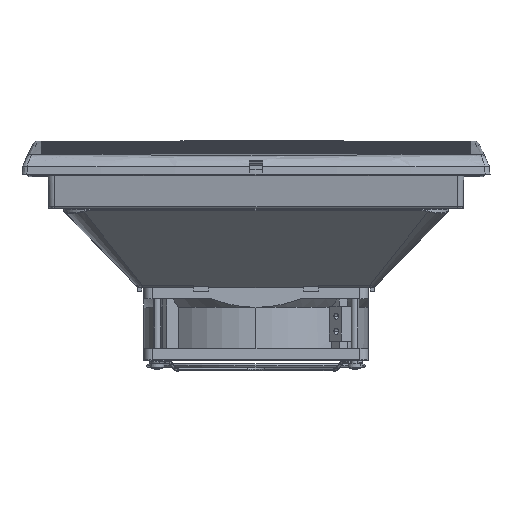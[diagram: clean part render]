
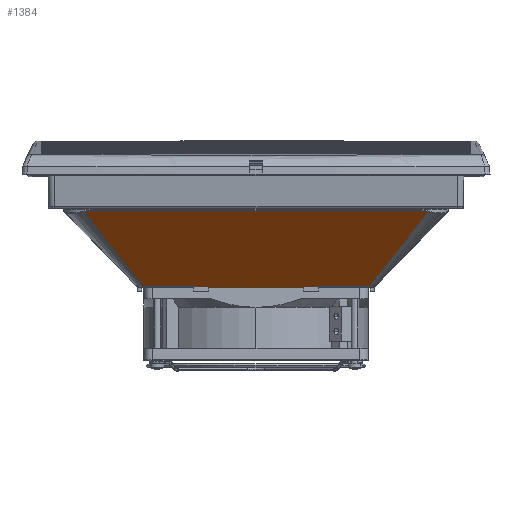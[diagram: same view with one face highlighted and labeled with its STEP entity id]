
A CAD part, top view. The second image highlights one B-rep face of the part: STEP entity #1384.
In plain terms, the highlighted planar face has unit normal (0, -0.723, 0.691).
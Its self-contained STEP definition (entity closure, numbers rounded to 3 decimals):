
#1384=ADVANCED_FACE('',(#4342),#4343,.T.);
#4342=FACE_OUTER_BOUND('',#9439,.T.);
#4343=PLANE('',#9440);
#9439=EDGE_LOOP('',(#21620,#21621,#21622,#21623,#21624,#21625,#21626,#21627,#21628,#21629,#21630,#21631,#21632,#21633));
#9440=AXIS2_PLACEMENT_3D('',#21634,#21635,#21636);
#21620=ORIENTED_EDGE('',*,*,#28328,.F.);
#21621=ORIENTED_EDGE('',*,*,#28332,.F.);
#21622=ORIENTED_EDGE('',*,*,#28333,.T.);
#21623=ORIENTED_EDGE('',*,*,#28334,.F.);
#21624=ORIENTED_EDGE('',*,*,#28335,.F.);
#21625=ORIENTED_EDGE('',*,*,#25035,.F.);
#21626=ORIENTED_EDGE('',*,*,#28336,.T.);
#21627=ORIENTED_EDGE('',*,*,#28337,.F.);
#21628=ORIENTED_EDGE('',*,*,#28338,.F.);
#21629=ORIENTED_EDGE('',*,*,#28339,.F.);
#21630=ORIENTED_EDGE('',*,*,#28340,.T.);
#21631=ORIENTED_EDGE('',*,*,#28299,.F.);
#21632=ORIENTED_EDGE('',*,*,#28297,.F.);
#21633=ORIENTED_EDGE('',*,*,#28331,.F.);
#21634=CARTESIAN_POINT('',(0.0,-39.0,84.5));
#21635=DIRECTION('',(0.0,-0.723,0.69));
#21636=DIRECTION('',(-1.0,0.0,0.0));
#25035=EDGE_CURVE('',#30215,#30217,#30218,.T.);
#28297=EDGE_CURVE('',#35369,#35371,#35372,.T.);
#28299=EDGE_CURVE('',#35371,#35374,#35375,.T.);
#28328=EDGE_CURVE('',#35418,#35420,#35421,.T.);
#28331=EDGE_CURVE('',#35420,#35369,#35424,.T.);
#28332=EDGE_CURVE('',#35425,#35418,#35426,.T.);
#28333=EDGE_CURVE('',#35425,#35427,#35428,.T.);
#28334=EDGE_CURVE('',#35429,#35427,#35430,.T.);
#28335=EDGE_CURVE('',#30217,#35429,#35431,.T.);
#28336=EDGE_CURVE('',#30215,#35432,#35433,.T.);
#28337=EDGE_CURVE('',#35434,#35432,#35435,.T.);
#28338=EDGE_CURVE('',#35436,#35434,#35437,.T.);
#28339=EDGE_CURVE('',#35438,#35436,#35439,.T.);
#28340=EDGE_CURVE('',#35438,#35374,#35440,.T.);
#30215=VERTEX_POINT('',#38374);
#30217=VERTEX_POINT('',#38377);
#30218=LINE('',#38378,#38379);
#35369=VERTEX_POINT('',#49148);
#35371=VERTEX_POINT('',#49150);
#35372=LINE('',#49151,#49152);
#35374=VERTEX_POINT('',#49154);
#35375=B_SPLINE_CURVE_WITH_KNOTS('',3,(#49155,#49156,#49157,#49158,#49159,#49160),.UNSPECIFIED.,.F.,.F.,(4,1,1,4),(0.0,0.333,0.667,1.0),.UNSPECIFIED.);
#35418=VERTEX_POINT('',#49264);
#35420=VERTEX_POINT('',#49272);
#35421=LINE('',#49273,#49274);
#35424=B_SPLINE_CURVE_WITH_KNOTS('',3,(#49285,#49286,#49287,#49288,#49289,#49290),.UNSPECIFIED.,.F.,.F.,(4,1,1,4),(0.0,0.333,0.667,1.0),.UNSPECIFIED.);
#35425=VERTEX_POINT('',#49291);
#35426=LINE('',#49292,#49293);
#35427=VERTEX_POINT('',#49294);
#35428=LINE('',#49295,#49296);
#35429=VERTEX_POINT('',#49297);
#35430=LINE('',#49298,#49299);
#35431=LINE('',#49300,#49301);
#35432=VERTEX_POINT('',#49302);
#35433=LINE('',#49303,#49304);
#35434=VERTEX_POINT('',#49305);
#35435=LINE('',#49306,#49307);
#35436=VERTEX_POINT('',#49308);
#35437=LINE('',#49309,#49310);
#35438=VERTEX_POINT('',#49311);
#35439=LINE('',#49312,#49313);
#35440=LINE('',#49314,#49315);
#38374=CARTESIAN_POINT('',(25.0,-60.0,62.5));
#38377=CARTESIAN_POINT('',(-25.0,-60.0,62.5));
#38378=CARTESIAN_POINT('',(25.0,-60.0,62.5));
#38379=VECTOR('',#51772,50.0);
#49148=CARTESIAN_POINT('',(-87.135,-19.351,105.085));
#49150=CARTESIAN_POINT('',(87.135,-19.351,105.085));
#49151=CARTESIAN_POINT('',(-87.135,-19.351,105.085));
#49152=VECTOR('',#55431,174.27);
#49154=CARTESIAN_POINT('',(91.221,-19.929,104.48));
#49155=CARTESIAN_POINT('',(87.135,-19.351,105.085));
#49156=CARTESIAN_POINT('',(87.588,-19.351,105.085));
#49157=CARTESIAN_POINT('',(88.495,-19.392,105.041));
#49158=CARTESIAN_POINT('',(89.863,-19.583,104.842));
#49159=CARTESIAN_POINT('',(90.769,-19.798,104.617));
#49160=CARTESIAN_POINT('',(91.221,-19.929,104.48));
#49264=CARTESIAN_POINT('',(-60.114,-58.893,63.659));
#49272=CARTESIAN_POINT('',(-91.221,-19.929,104.48));
#49273=CARTESIAN_POINT('',(-60.114,-58.893,63.659));
#49274=VECTOR('',#55463,64.438);
#49285=CARTESIAN_POINT('',(-91.221,-19.929,104.48));
#49286=CARTESIAN_POINT('',(-90.769,-19.798,104.617));
#49287=CARTESIAN_POINT('',(-89.862,-19.583,104.842));
#49288=CARTESIAN_POINT('',(-88.494,-19.392,105.041));
#49289=CARTESIAN_POINT('',(-87.588,-19.351,105.085));
#49290=CARTESIAN_POINT('',(-87.135,-19.351,105.085));
#49291=CARTESIAN_POINT('',(-33.0,-58.893,63.659));
#49292=CARTESIAN_POINT('',(-33.0,-58.893,63.659));
#49293=VECTOR('',#55467,27.114);
#49294=CARTESIAN_POINT('',(-33.0,-59.523,63.0));
#49295=CARTESIAN_POINT('',(-33.0,-58.893,63.659));
#49296=VECTOR('',#55468,0.911);
#49297=CARTESIAN_POINT('',(-25.0,-59.523,63.0));
#49298=CARTESIAN_POINT('',(-25.0,-59.523,63.0));
#49299=VECTOR('',#55469,8.0);
#49300=CARTESIAN_POINT('',(-25.0,-60.0,62.5));
#49301=VECTOR('',#55470,0.691);
#49302=CARTESIAN_POINT('',(25.0,-59.523,63.0));
#49303=CARTESIAN_POINT('',(25.0,-60.0,62.5));
#49304=VECTOR('',#55471,0.691);
#49305=CARTESIAN_POINT('',(33.0,-59.523,63.0));
#49306=CARTESIAN_POINT('',(33.0,-59.523,63.0));
#49307=VECTOR('',#55472,8.0);
#49308=CARTESIAN_POINT('',(33.0,-58.893,63.659));
#49309=CARTESIAN_POINT('',(33.0,-58.893,63.659));
#49310=VECTOR('',#55473,0.911);
#49311=CARTESIAN_POINT('',(60.114,-58.893,63.659));
#49312=CARTESIAN_POINT('',(60.114,-58.893,63.659));
#49313=VECTOR('',#55474,27.114);
#49314=CARTESIAN_POINT('',(60.114,-58.893,63.659));
#49315=VECTOR('',#55475,64.438);
#51772=DIRECTION('',(-1.0,0.0,0.0));
#55431=DIRECTION('',(1.0,0.,0.));
#55463=DIRECTION('',(-0.483,0.605,0.633));
#55467=DIRECTION('',(-1.,0.,0.));
#55468=DIRECTION('',(0.0,-0.69,-0.723));
#55469=DIRECTION('',(-1.0,0.0,0.0));
#55470=DIRECTION('',(0.0,0.69,0.723));
#55471=DIRECTION('',(0.,0.69,0.723));
#55472=DIRECTION('',(-1.0,0.0,0.0));
#55473=DIRECTION('',(0.0,-0.69,-0.723));
#55474=DIRECTION('',(-1.,0.,0.));
#55475=DIRECTION('',(0.483,0.605,0.633));
